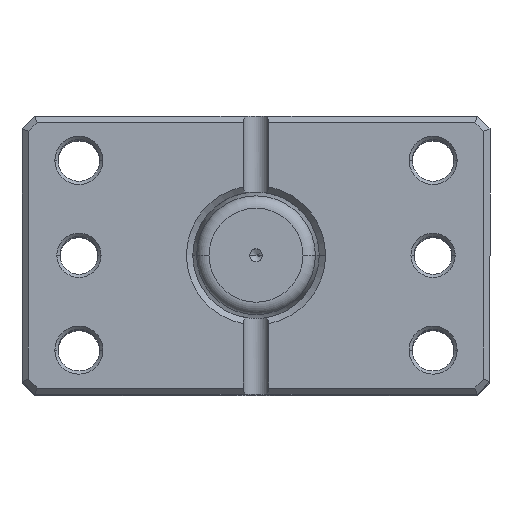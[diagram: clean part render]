
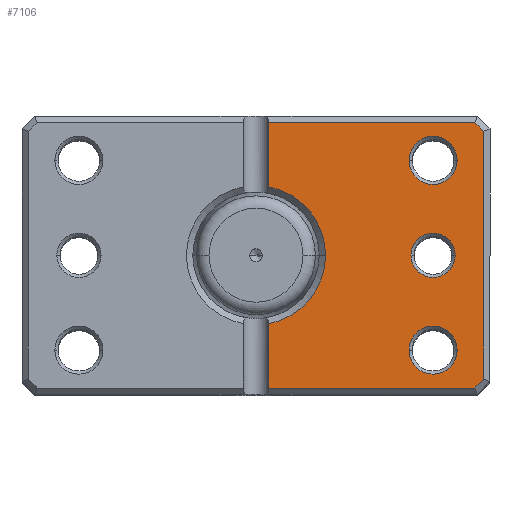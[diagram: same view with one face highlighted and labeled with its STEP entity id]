
A CAD part, top view. The second image highlights one B-rep face of the part: STEP entity #7106.
In plain terms, the highlighted face is planar.
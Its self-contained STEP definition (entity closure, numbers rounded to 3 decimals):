
#36 = CARTESIAN_POINT ( 'NONE',  ( -24.5, 0., 0. ) ) ;
#115 = DIRECTION ( 'NONE',  ( 0., 1., 0. ) ) ;
#137 = VERTEX_POINT ( 'NONE', #5366 ) ;
#162 = CARTESIAN_POINT ( 'NONE',  ( -28., 15., 0. ) ) ;
#238 = FACE_OUTER_BOUND ( 'NONE', #5517, .T. ) ;
#303 = CARTESIAN_POINT ( 'NONE',  ( -34.586, -21., 0. ) ) ;
#315 = VERTEX_POINT ( 'NONE', #2630 ) ;
#398 = EDGE_LOOP ( 'NONE', ( #6948, #2523 ) ) ;
#442 = DIRECTION ( 'NONE',  ( 0., -1., 0. ) ) ;
#450 = VERTEX_POINT ( 'NONE', #583 ) ;
#516 = VECTOR ( 'NONE', #6651, 1000. ) ;
#550 = CARTESIAN_POINT ( 'NONE',  ( -27.793, -27.793, 0. ) ) ;
#568 = FACE_BOUND ( 'NONE', #398, .T. ) ;
#583 = CARTESIAN_POINT ( 'NONE',  ( -31.5, 0., 0. ) ) ;
#618 = ORIENTED_EDGE ( 'NONE', *, *, #6136, .T. ) ;
#630 = CARTESIAN_POINT ( 'NONE',  ( 0., 0., 0. ) ) ;
#700 = VERTEX_POINT ( 'NONE', #6325 ) ;
#704 = ORIENTED_EDGE ( 'NONE', *, *, #1483, .T. ) ;
#711 = DIRECTION ( 'NONE',  ( 1., 0., 0. ) ) ;
#743 = AXIS2_PLACEMENT_3D ( 'NONE', #4636, #1353, #5190 ) ;
#764 = CIRCLE ( 'NONE', #2260, 3.8 ) ;
#782 = VECTOR ( 'NONE', #5410, 1000. ) ;
#1173 = DIRECTION ( 'NONE',  ( 1., 0., 0. ) ) ;
#1275 = EDGE_CURVE ( 'NONE', #4221, #5665, #4976, .T. ) ;
#1333 = DIRECTION ( 'NONE',  ( 1., 0., 0. ) ) ;
#1353 = DIRECTION ( 'NONE',  ( 0., 0., 1. ) ) ;
#1387 = CIRCLE ( 'NONE', #4425, 11. ) ;
#1429 = CARTESIAN_POINT ( 'NONE',  ( -28., -15., 0. ) ) ;
#1483 = EDGE_CURVE ( 'NONE', #6884, #137, #1387, .T. ) ;
#1561 = AXIS2_PLACEMENT_3D ( 'NONE', #162, #3988, #711 ) ;
#1629 = VECTOR ( 'NONE', #3440, 1000. ) ;
#1653 = CARTESIAN_POINT ( 'NONE',  ( -31.8, -15., 0. ) ) ;
#1656 = CARTESIAN_POINT ( 'NONE',  ( -11., 0., 0. ) ) ;
#1676 = FACE_BOUND ( 'NONE', #6988, .T. ) ;
#1723 = ORIENTED_EDGE ( 'NONE', *, *, #5231, .T. ) ;
#1795 = EDGE_CURVE ( 'NONE', #5907, #5062, #4977, .T. ) ;
#1851 = FACE_BOUND ( 'NONE', #4836, .T. ) ;
#1865 = CIRCLE ( 'NONE', #1561, 3.8 ) ;
#1981 = DIRECTION ( 'NONE',  ( 1., 0., 0. ) ) ;
#1999 = DIRECTION ( 'NONE',  ( 0., 0., 1. ) ) ;
#2086 = DIRECTION ( 'NONE',  ( 0., 0., 1. ) ) ;
#2111 = CARTESIAN_POINT ( 'NONE',  ( -2., 21., 0. ) ) ;
#2135 = DIRECTION ( 'NONE',  ( 0., 0., 1. ) ) ;
#2163 = ORIENTED_EDGE ( 'NONE', *, *, #4952, .T. ) ;
#2170 = ORIENTED_EDGE ( 'NONE', *, *, #2775, .T. ) ;
#2260 = AXIS2_PLACEMENT_3D ( 'NONE', #2867, #6759, #3427 ) ;
#2411 = VECTOR ( 'NONE', #442, 1000. ) ;
#2453 = EDGE_CURVE ( 'NONE', #450, #6525, #5400, .T. ) ;
#2461 = CARTESIAN_POINT ( 'NONE',  ( -31.8, 15., 0. ) ) ;
#2523 = ORIENTED_EDGE ( 'NONE', *, *, #6406, .T. ) ;
#2572 = CIRCLE ( 'NONE', #6459, 11. ) ;
#2630 = CARTESIAN_POINT ( 'NONE',  ( -24.2, -15., 0. ) ) ;
#2712 = EDGE_CURVE ( 'NONE', #5665, #6884, #2572, .T. ) ;
#2775 = EDGE_CURVE ( 'NONE', #315, #6485, #764, .T. ) ;
#2813 = CIRCLE ( 'NONE', #4762, 3.8 ) ;
#2867 = CARTESIAN_POINT ( 'NONE',  ( -28., -15., 0. ) ) ;
#3149 = EDGE_CURVE ( 'NONE', #700, #5258, #5829, .T. ) ;
#3157 = CIRCLE ( 'NONE', #3755, 3.8 ) ;
#3182 = CARTESIAN_POINT ( 'NONE',  ( -36., 19.586, 0. ) ) ;
#3251 = AXIS2_PLACEMENT_3D ( 'NONE', #5428, #2135, #5987 ) ;
#3298 = VERTEX_POINT ( 'NONE', #2461 ) ;
#3392 = DIRECTION ( 'NONE',  ( 1., 0., 0. ) ) ;
#3421 = DIRECTION ( 'NONE',  ( 0., 0., 1. ) ) ;
#3427 = DIRECTION ( 'NONE',  ( 1., 0., 0. ) ) ;
#3440 = DIRECTION ( 'NONE',  ( 0.707, 0.707, 0. ) ) ;
#3524 = ORIENTED_EDGE ( 'NONE', *, *, #1795, .T. ) ;
#3574 = CARTESIAN_POINT ( 'NONE',  ( 0., 0., 0. ) ) ;
#3611 = LINE ( 'NONE', #4401, #516 ) ;
#3631 = AXIS2_PLACEMENT_3D ( 'NONE', #5288, #1999, #5850 ) ;
#3755 = AXIS2_PLACEMENT_3D ( 'NONE', #1429, #5273, #1981 ) ;
#3831 = DIRECTION ( 'NONE',  ( -0.707, 0.707, 0. ) ) ;
#3942 = LINE ( 'NONE', #550, #5057 ) ;
#3988 = DIRECTION ( 'NONE',  ( 0., 0., 1. ) ) ;
#4125 = CARTESIAN_POINT ( 'NONE',  ( 0., -21., 0. ) ) ;
#4221 = VERTEX_POINT ( 'NONE', #2111 ) ;
#4401 = CARTESIAN_POINT ( 'NONE',  ( -2., 22., 0. ) ) ;
#4425 = AXIS2_PLACEMENT_3D ( 'NONE', #3574, #3421, #3392 ) ;
#4456 = DIRECTION ( 'NONE',  ( 0., 0., 1. ) ) ;
#4527 = CIRCLE ( 'NONE', #3251, 3.5 ) ;
#4636 = CARTESIAN_POINT ( 'NONE',  ( 0., 0., 0. ) ) ;
#4645 = ORIENTED_EDGE ( 'NONE', *, *, #5342, .T. ) ;
#4743 = ORIENTED_EDGE ( 'NONE', *, *, #7087, .T. ) ;
#4762 = AXIS2_PLACEMENT_3D ( 'NONE', #5372, #2086, #5937 ) ;
#4836 = EDGE_LOOP ( 'NONE', ( #6592, #2170 ) ) ;
#4944 = VECTOR ( 'NONE', #115, 1000. ) ;
#4952 = EDGE_CURVE ( 'NONE', #5258, #5887, #6022, .T. ) ;
#4976 = LINE ( 'NONE', #7063, #2411 ) ;
#4977 = LINE ( 'NONE', #4125, #782 ) ;
#5057 = VECTOR ( 'NONE', #3831, 1000. ) ;
#5062 = VERTEX_POINT ( 'NONE', #303 ) ;
#5167 = CARTESIAN_POINT ( 'NONE',  ( 0., 21., 0. ) ) ;
#5190 = DIRECTION ( 'NONE',  ( 1., 0., 0. ) ) ;
#5231 = EDGE_CURVE ( 'NONE', #6061, #3298, #2813, .T. ) ;
#5258 = VERTEX_POINT ( 'NONE', #3182 ) ;
#5264 = ORIENTED_EDGE ( 'NONE', *, *, #3149, .T. ) ;
#5273 = DIRECTION ( 'NONE',  ( 0., 0., 1. ) ) ;
#5288 = CARTESIAN_POINT ( 'NONE',  ( -28., 0., 0. ) ) ;
#5342 = EDGE_CURVE ( 'NONE', #5062, #700, #3942, .T. ) ;
#5366 = CARTESIAN_POINT ( 'NONE',  ( -2., -10.817, 0. ) ) ;
#5372 = CARTESIAN_POINT ( 'NONE',  ( -28., 15., 0. ) ) ;
#5383 = EDGE_CURVE ( 'NONE', #137, #5907, #3611, .T. ) ;
#5400 = CIRCLE ( 'NONE', #3631, 3.5 ) ;
#5410 = DIRECTION ( 'NONE',  ( -1., 0., 0. ) ) ;
#5422 = ORIENTED_EDGE ( 'NONE', *, *, #2712, .T. ) ;
#5428 = CARTESIAN_POINT ( 'NONE',  ( -28., 0., 0. ) ) ;
#5517 = EDGE_LOOP ( 'NONE', ( #5781, #5422, #704, #6833, #3524, #4645, #5264, #2163, #4743 ) ) ;
#5567 = CARTESIAN_POINT ( 'NONE',  ( -24.2, 15., 0. ) ) ;
#5665 = VERTEX_POINT ( 'NONE', #6929 ) ;
#5707 = EDGE_CURVE ( 'NONE', #6485, #315, #3157, .T. ) ;
#5720 = PLANE ( 'NONE',  #743 ) ;
#5781 = ORIENTED_EDGE ( 'NONE', *, *, #1275, .T. ) ;
#5829 = LINE ( 'NONE', #6710, #4944 ) ;
#5850 = DIRECTION ( 'NONE',  ( 1., 0., 0. ) ) ;
#5887 = VERTEX_POINT ( 'NONE', #6578 ) ;
#5907 = VERTEX_POINT ( 'NONE', #6019 ) ;
#5937 = DIRECTION ( 'NONE',  ( 1., 0., 0. ) ) ;
#5987 = DIRECTION ( 'NONE',  ( 1., 0., 0. ) ) ;
#6019 = CARTESIAN_POINT ( 'NONE',  ( -2., -21., 0. ) ) ;
#6022 = LINE ( 'NONE', #6774, #1629 ) ;
#6061 = VERTEX_POINT ( 'NONE', #5567 ) ;
#6071 = LINE ( 'NONE', #5167, #6789 ) ;
#6136 = EDGE_CURVE ( 'NONE', #3298, #6061, #1865, .T. ) ;
#6325 = CARTESIAN_POINT ( 'NONE',  ( -36., -19.586, 0. ) ) ;
#6406 = EDGE_CURVE ( 'NONE', #6525, #450, #4527, .T. ) ;
#6459 = AXIS2_PLACEMENT_3D ( 'NONE', #630, #4456, #1173 ) ;
#6485 = VERTEX_POINT ( 'NONE', #1653 ) ;
#6525 = VERTEX_POINT ( 'NONE', #36 ) ;
#6578 = CARTESIAN_POINT ( 'NONE',  ( -34.586, 21., 0. ) ) ;
#6592 = ORIENTED_EDGE ( 'NONE', *, *, #5707, .T. ) ;
#6651 = DIRECTION ( 'NONE',  ( 0., -1., 0. ) ) ;
#6710 = CARTESIAN_POINT ( 'NONE',  ( -36., 0., 0. ) ) ;
#6759 = DIRECTION ( 'NONE',  ( 0., 0., 1. ) ) ;
#6774 = CARTESIAN_POINT ( 'NONE',  ( -27.793, 27.793, 0. ) ) ;
#6789 = VECTOR ( 'NONE', #1333, 1000. ) ;
#6833 = ORIENTED_EDGE ( 'NONE', *, *, #5383, .T. ) ;
#6884 = VERTEX_POINT ( 'NONE', #1656 ) ;
#6929 = CARTESIAN_POINT ( 'NONE',  ( -2., 10.817, 0. ) ) ;
#6948 = ORIENTED_EDGE ( 'NONE', *, *, #2453, .T. ) ;
#6988 = EDGE_LOOP ( 'NONE', ( #618, #1723 ) ) ;
#7063 = CARTESIAN_POINT ( 'NONE',  ( -2., 22., 0. ) ) ;
#7087 = EDGE_CURVE ( 'NONE', #5887, #4221, #6071, .T. ) ;
#7106 = ADVANCED_FACE ( 'NONE', ( #568, #1851, #1676, #238 ), #5720, .F. ) ;
